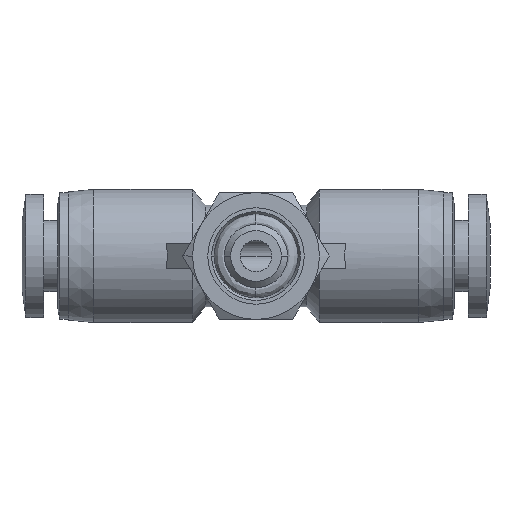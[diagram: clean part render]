
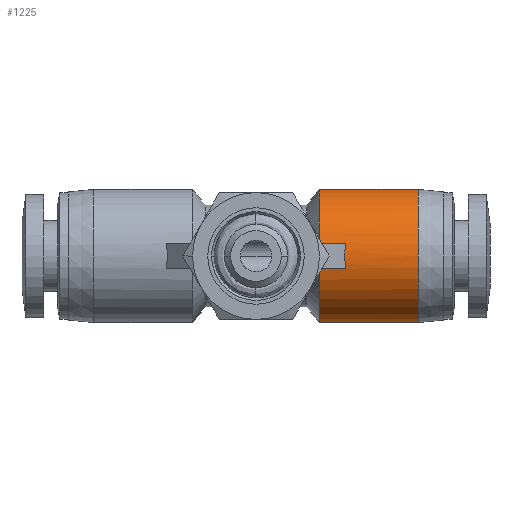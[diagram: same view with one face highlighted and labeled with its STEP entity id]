
A CAD part, front view. The second image highlights one B-rep face of the part: STEP entity #1225.
In plain terms, the highlighted cylindrical face has radius 5.25 mm (diameter 10.5 mm), a partial arc.
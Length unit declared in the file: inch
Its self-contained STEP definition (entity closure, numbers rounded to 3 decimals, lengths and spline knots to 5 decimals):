
#43 = EDGE_CURVE ( 'NONE', #884, #2068, #1694, .T. ) ;
#55 = ORIENTED_EDGE ( 'NONE', *, *, #1814, .T. ) ;
#152 = ORIENTED_EDGE ( 'NONE', *, *, #1714, .T. ) ;
#295 = AXIS2_PLACEMENT_3D ( 'NONE', #1763, #1755, #1603 ) ;
#320 = CARTESIAN_POINT ( 'NONE',  ( 0.50394, 0.45276, 0. ) ) ;
#463 = CARTESIAN_POINT ( 'NONE',  ( 0.35039, 0.45276, -0.20669 ) ) ;
#464 = EDGE_CURVE ( 'NONE', #986, #1126, #1305, .T. ) ;
#585 = CARTESIAN_POINT ( 'NONE',  ( 0.19685, 0.24985, -0.03937 ) ) ;
#597 = CYLINDRICAL_SURFACE ( 'NONE', #2546, 0.20669 ) ;
#599 = DIRECTION ( 'NONE',  ( 0., 0., -1. ) ) ;
#680 = FACE_OUTER_BOUND ( 'NONE', #2244, .T. ) ;
#729 = DIRECTION ( 'NONE',  ( 1., 0., 0. ) ) ;
#753 = CARTESIAN_POINT ( 'NONE',  ( 0.35039, 0.45276, 0.20669 ) ) ;
#796 = CIRCLE ( 'NONE', #295, 0.20669 ) ;
#817 = VECTOR ( 'NONE', #2062, 39.37008 ) ;
#884 = VERTEX_POINT ( 'NONE', #3226 ) ;
#893 = CARTESIAN_POINT ( 'NONE',  ( 0.50394, 0.45276, 0.20669 ) ) ;
#897 = LINE ( 'NONE', #2072, #817 ) ;
#960 = DIRECTION ( 'NONE',  ( -1., 0., 0. ) ) ;
#965 = EDGE_CURVE ( 'NONE', #3625, #3028, #897, .T. ) ;
#986 = VERTEX_POINT ( 'NONE', #1828 ) ;
#989 = EDGE_CURVE ( 'NONE', #1126, #3137, #796, .T. ) ;
#1007 = CARTESIAN_POINT ( 'NONE',  ( 0.35039, 0.24985, -0.03937 ) ) ;
#1094 =( BOUNDED_CURVE ( )  B_SPLINE_CURVE ( 3, ( #2883, #2323, #1192, #3189 ),
 .UNSPECIFIED., .F., .T. ) 
 B_SPLINE_CURVE_WITH_KNOTS ( ( 4, 4 ),
 ( 2.94995, 3.33324 ),
 .UNSPECIFIED. ) 
 CURVE ( )  GEOMETRIC_REPRESENTATION_ITEM ( )  RATIONAL_B_SPLINE_CURVE ( ( 1., 0.988, 0.988, 1. ) ) 
 REPRESENTATION_ITEM ( '' )  );
#1126 = VERTEX_POINT ( 'NONE', #585 ) ;
#1192 = CARTESIAN_POINT ( 'NONE',  ( 0.27431, 0.24479, -0.01329 ) ) ;
#1225 = ADVANCED_FACE ( 'NONE', ( #680 ), #597, .T. ) ;
#1304 = VECTOR ( 'NONE', #960, 39.37008 ) ;
#1305 = LINE ( 'NONE', #1007, #1304 ) ;
#1332 = DIRECTION ( 'NONE',  ( 1., 0., 0. ) ) ;
#1397 = CARTESIAN_POINT ( 'NONE',  ( 0.19685, 0.45276, -0.20669 ) ) ;
#1591 = AXIS2_PLACEMENT_3D ( 'NONE', #320, #2331, #599 ) ;
#1603 = DIRECTION ( 'NONE',  ( 0., 0., -1. ) ) ;
#1683 = CARTESIAN_POINT ( 'NONE',  ( 0.50394, 0.45276, -0.20669 ) ) ;
#1690 = VECTOR ( 'NONE', #729, 39.37008 ) ;
#1694 = LINE ( 'NONE', #753, #1690 ) ;
#1714 = EDGE_CURVE ( 'NONE', #3028, #986, #1094, .T. ) ;
#1755 = DIRECTION ( 'NONE',  ( 1., 0., 0. ) ) ;
#1763 = CARTESIAN_POINT ( 'NONE',  ( 0.19685, 0.45276, 0. ) ) ;
#1812 = LINE ( 'NONE', #463, #3158 ) ;
#1814 = EDGE_CURVE ( 'NONE', #3137, #3140, #1812, .T. ) ;
#1818 = CARTESIAN_POINT ( 'NONE',  ( 0.35039, 0.45276, 0. ) ) ;
#1828 = CARTESIAN_POINT ( 'NONE',  ( 0.27937, 0.24985, -0.03937 ) ) ;
#2062 = DIRECTION ( 'NONE',  ( 1., 0., 0. ) ) ;
#2068 = VERTEX_POINT ( 'NONE', #893 ) ;
#2072 = CARTESIAN_POINT ( 'NONE',  ( 0.35039, 0.24985, 0.03937 ) ) ;
#2192 = DIRECTION ( 'NONE',  ( 1., 0., 0. ) ) ;
#2199 = ORIENTED_EDGE ( 'NONE', *, *, #43, .F. ) ;
#2212 = CIRCLE ( 'NONE', #3390, 0.20669 ) ;
#2244 = EDGE_LOOP ( 'NONE', ( #2199, #2481, #2286, #152, #2977, #2778, #55, #3519 ) ) ;
#2286 = ORIENTED_EDGE ( 'NONE', *, *, #965, .T. ) ;
#2323 = CARTESIAN_POINT ( 'NONE',  ( 0.27431, 0.24479, 0.01329 ) ) ;
#2331 = DIRECTION ( 'NONE',  ( -1., 0., 0. ) ) ;
#2390 = DIRECTION ( 'NONE',  ( 0., 0., -1. ) ) ;
#2424 = EDGE_CURVE ( 'NONE', #3140, #2068, #2886, .T. ) ;
#2481 = ORIENTED_EDGE ( 'NONE', *, *, #2975, .T. ) ;
#2546 = AXIS2_PLACEMENT_3D ( 'NONE', #1818, #3495, #2390 ) ;
#2778 = ORIENTED_EDGE ( 'NONE', *, *, #989, .T. ) ;
#2883 = CARTESIAN_POINT ( 'NONE',  ( 0.27937, 0.24985, 0.03937 ) ) ;
#2886 = CIRCLE ( 'NONE', #1591, 0.20669 ) ;
#2915 = CARTESIAN_POINT ( 'NONE',  ( 0.19685, 0.24985, 0.03937 ) ) ;
#2975 = EDGE_CURVE ( 'NONE', #884, #3625, #2212, .T. ) ;
#2977 = ORIENTED_EDGE ( 'NONE', *, *, #464, .T. ) ;
#3026 = CARTESIAN_POINT ( 'NONE',  ( 0.19685, 0.45276, 0. ) ) ;
#3028 = VERTEX_POINT ( 'NONE', #3326 ) ;
#3137 = VERTEX_POINT ( 'NONE', #1397 ) ;
#3140 = VERTEX_POINT ( 'NONE', #1683 ) ;
#3158 = VECTOR ( 'NONE', #2192, 39.37008 ) ;
#3189 = CARTESIAN_POINT ( 'NONE',  ( 0.27937, 0.24985, -0.03937 ) ) ;
#3226 = CARTESIAN_POINT ( 'NONE',  ( 0.19685, 0.45276, 0.20669 ) ) ;
#3305 = DIRECTION ( 'NONE',  ( 0., 0., -1. ) ) ;
#3326 = CARTESIAN_POINT ( 'NONE',  ( 0.27937, 0.24985, 0.03937 ) ) ;
#3390 = AXIS2_PLACEMENT_3D ( 'NONE', #3026, #1332, #3305 ) ;
#3495 = DIRECTION ( 'NONE',  ( 1., 0., 0. ) ) ;
#3519 = ORIENTED_EDGE ( 'NONE', *, *, #2424, .T. ) ;
#3625 = VERTEX_POINT ( 'NONE', #2915 ) ;
